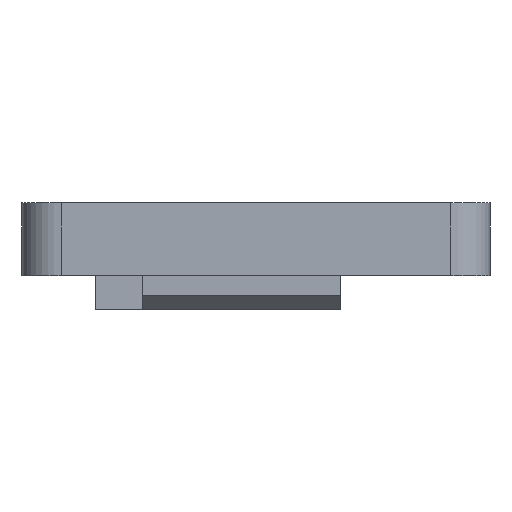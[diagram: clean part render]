
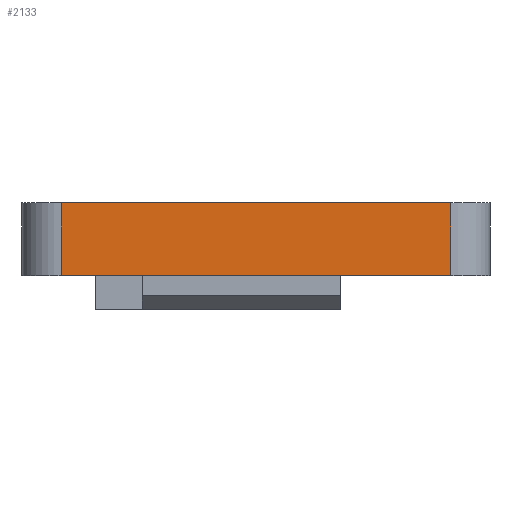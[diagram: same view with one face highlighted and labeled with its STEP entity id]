
A CAD part, left-side view. The second image highlights one B-rep face of the part: STEP entity #2133.
In plain terms, the highlighted planar face has unit normal (-1, 0, 0).
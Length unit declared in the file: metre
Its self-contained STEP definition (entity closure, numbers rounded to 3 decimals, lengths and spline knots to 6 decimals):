
#381=ORIENTED_EDGE('',*,*,#927,.F.);
#382=ORIENTED_EDGE('',*,*,#951,.T.);
#383=ORIENTED_EDGE('',*,*,#827,.F.);
#384=ORIENTED_EDGE('',*,*,#952,.T.);
#827=EDGE_CURVE('',#1129,#1130,#1341,.T.);
#927=EDGE_CURVE('',#1215,#1216,#1417,.T.);
#951=EDGE_CURVE('',#1215,#1130,#1438,.F.);
#952=EDGE_CURVE('',#1129,#1216,#1439,.T.);
#1129=VERTEX_POINT('',#3178);
#1130=VERTEX_POINT('',#3179);
#1215=VERTEX_POINT('',#3368);
#1216=VERTEX_POINT('',#3370);
#1341=LINE('',#3177,#1614);
#1417=LINE('',#3369,#1690);
#1438=LINE('',#3410,#1711);
#1439=LINE('',#3411,#1712);
#1614=VECTOR('',#2533,1.);
#1690=VECTOR('',#2667,1.);
#1711=VECTOR('',#2718,1.);
#1712=VECTOR('',#2719,1.);
#1825=EDGE_LOOP('',(#381,#382,#383,#384));
#1943=FACE_BOUND('',#1825,.T.);
#2048=PLANE('',#2291);
#2133=ADVANCED_FACE('',(#1943),#2048,.T.);
#2291=AXIS2_PLACEMENT_3D('',#3409,#2716,#2717);
#2533=DIRECTION('',(0.,1.,0.));
#2667=DIRECTION('',(0.,-1.,0.));
#2716=DIRECTION('',(-1.,0.,0.));
#2717=DIRECTION('',(0.,0.,1.));
#2718=DIRECTION('',(0.,0.,1.));
#2719=DIRECTION('',(0.,0.,1.));
#3177=CARTESIAN_POINT('',(-0.03735,0.,-0.005));
#3178=CARTESIAN_POINT('',(-0.03735,-0.01735,-0.005));
#3179=CARTESIAN_POINT('',(-0.03735,0.01735,-0.005));
#3368=CARTESIAN_POINT('',(-0.03735,0.01735,0.0015));
#3369=CARTESIAN_POINT('',(-0.03735,0.,0.0015));
#3370=CARTESIAN_POINT('',(-0.03735,-0.01735,0.0015));
#3409=CARTESIAN_POINT('',(-0.03735,0.,-0.000002));
#3410=CARTESIAN_POINT('',(-0.03735,0.01735,-0.000002));
#3411=CARTESIAN_POINT('',(-0.03735,-0.01735,0.0015));
